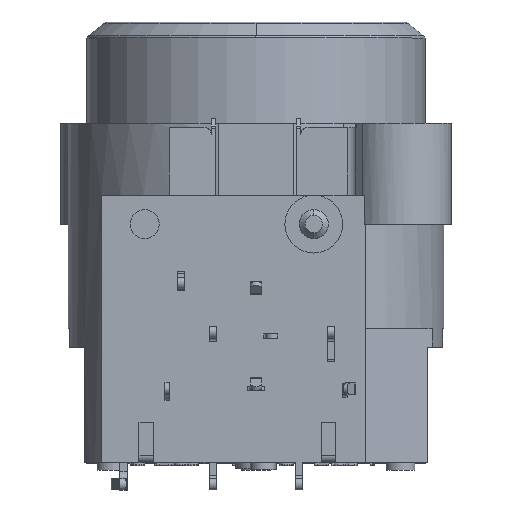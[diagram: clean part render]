
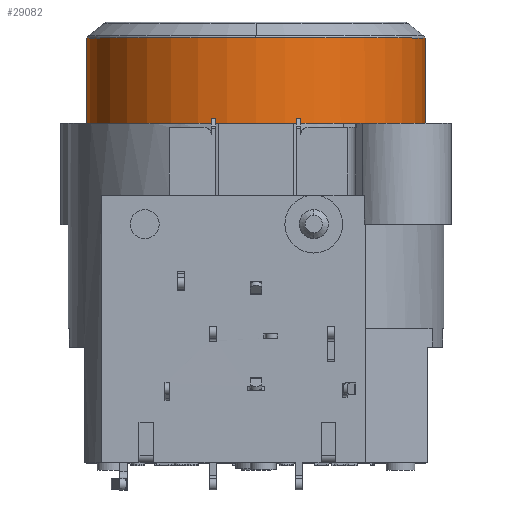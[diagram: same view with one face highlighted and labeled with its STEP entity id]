
A CAD part, top view. The second image highlights one B-rep face of the part: STEP entity #29082.
In plain terms, the highlighted cylindrical face has radius 11.7 mm (diameter 23.4 mm), a partial arc.
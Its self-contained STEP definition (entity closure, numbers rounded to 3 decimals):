
#7337=CARTESIAN_POINT('',(0.,-7.,0.));
#7338=DIRECTION('',(0.,1.,0.));
#7339=DIRECTION('',(-1.,0.,0.));
#7340=AXIS2_PLACEMENT_3D('',#7337,#7338,#7339);
#7727=DIRECTION('',(0.,1.,0.));
#7728=VECTOR('',#7727,5.903);
#7729=CARTESIAN_POINT('',(11.7,-7.,0.));
#7730=LINE('',#7729,#7728);
#7731=DIRECTION('',(0.,1.,0.));
#7732=VECTOR('',#7731,5.903);
#7733=CARTESIAN_POINT('',(-11.7,-7.,0.));
#7734=LINE('',#7733,#7732);
#7740=CARTESIAN_POINT('',(0.,-1.097,0.));
#7741=DIRECTION('',(0.,-1.,0.));
#7742=DIRECTION('',(0.,0.,1.));
#7743=AXIS2_PLACEMENT_3D('',#7740,#7741,#7742);
#13968=CARTESIAN_POINT('',(0.,-1.097,0.));
#13969=DIRECTION('',(0.,-1.,0.));
#13970=DIRECTION('',(1.,0.,0.));
#13971=AXIS2_PLACEMENT_3D('',#13968,#13969,#13970);
#13973=CARTESIAN_POINT('',(0.,-1.097,0.));
#13974=DIRECTION('',(0.,-1.,0.));
#13975=DIRECTION('',(1.,0.,0.003));
#13976=AXIS2_PLACEMENT_3D('',#13973,#13974,#13975);
#15716=CARTESIAN_POINT('',(11.7,-7.,0.));
#15717=CARTESIAN_POINT('',(-11.7,-7.,0.));
#15718=VERTEX_POINT('',#15716);
#15719=VERTEX_POINT('',#15717);
#15796=CARTESIAN_POINT('',(11.7,-1.097,0.));
#15797=VERTEX_POINT('',#15796);
#15800=CARTESIAN_POINT('',(-11.7,-1.097,0.));
#15801=VERTEX_POINT('',#15800);
#15802=CARTESIAN_POINT('',(0.,-1.097,11.7));
#15803=VERTEX_POINT('',#15802);
#15804=CARTESIAN_POINT('',(11.7,-1.097,
0.035));
#15805=VERTEX_POINT('',#15804);
#29066=CARTESIAN_POINT('',(0.,0.,0.));
#29067=DIRECTION('',(0.,-1.,0.));
#29068=DIRECTION('',(1.,0.,0.));
#29069=AXIS2_PLACEMENT_3D('',#29066,#29067,#29068);
#29070=CYLINDRICAL_SURFACE('',#29069,11.7);
#29071=ORIENTED_EDGE('',*,*,#28434,.F.);
#29072=ORIENTED_EDGE('',*,*,#29061,.T.);
#29074=ORIENTED_EDGE('',*,*,#29073,.F.);
#29076=ORIENTED_EDGE('',*,*,#29075,.F.);
#29078=ORIENTED_EDGE('',*,*,#29077,.F.);
#29079=ORIENTED_EDGE('',*,*,#29055,.F.);
#29080=EDGE_LOOP('',(#29071,#29072,#29074,#29076,#29078,#29079));
#29081=FACE_OUTER_BOUND('',#29080,.F.);
#7341=CIRCLE('',#7340,11.7);
#7744=CIRCLE('',#7743,11.7);
#13972=CIRCLE('',#13971,11.7);
#13977=CIRCLE('',#13976,11.7);
#28434=EDGE_CURVE('',#15719,#15718,#7341,.T.);
#29055=EDGE_CURVE('',#15718,#15797,#7730,.T.);
#29061=EDGE_CURVE('',#15719,#15801,#7734,.T.);
#29073=EDGE_CURVE('',#15803,#15801,#7744,.T.);
#29075=EDGE_CURVE('',#15805,#15803,#13977,.T.);
#29077=EDGE_CURVE('',#15797,#15805,#13972,.T.);
#29082=ADVANCED_FACE('',(#29081),#29070,.T.);
